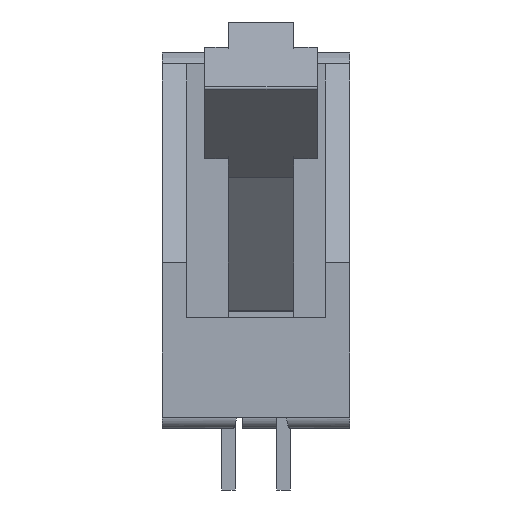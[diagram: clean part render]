
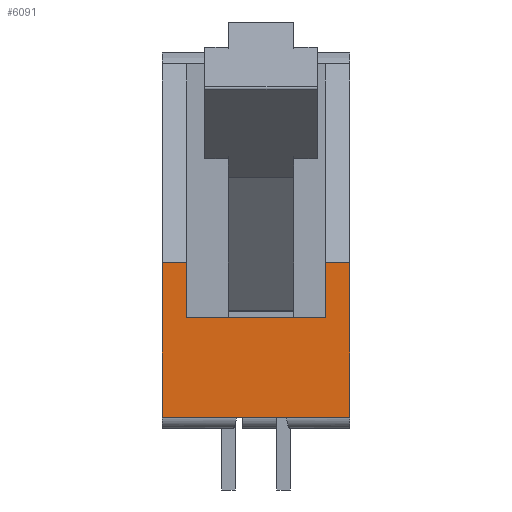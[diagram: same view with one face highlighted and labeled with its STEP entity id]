
A CAD part, left-side view. The second image highlights one B-rep face of the part: STEP entity #6091.
In plain terms, the highlighted planar face has unit normal (-1, 0, 0).
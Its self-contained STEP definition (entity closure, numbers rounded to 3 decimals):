
#253=FACE_OUTER_BOUND($,#630,.T.);
#630=EDGE_LOOP($,(#4547,#4548,#4549,#4550,#4551,#4552,#4553,#4554));
#1181=LINE($,#9077,#1947);
#1223=LINE($,#9185,#1989);
#1244=LINE($,#9238,#2010);
#1245=LINE($,#9241,#2011);
#1246=LINE($,#9243,#2012);
#1247=LINE($,#9245,#2013);
#1248=LINE($,#9246,#2014);
#1249=LINE($,#9247,#2015);
#1947=VECTOR($,#7340,7.112);
#1989=VECTOR($,#7410,7.112);
#2010=VECTOR($,#7463,1.143);
#2011=VECTOR($,#7466,2.54);
#2012=VECTOR($,#7467,6.35);
#2013=VECTOR($,#7468,2.54);
#2014=VECTOR($,#7469,1.143);
#2015=VECTOR($,#7470,8.636);
#2684=VERTEX_POINT($,#9074);
#2685=VERTEX_POINT($,#9076);
#2736=VERTEX_POINT($,#9182);
#2737=VERTEX_POINT($,#9184);
#2753=VERTEX_POINT($,#9236);
#2754=VERTEX_POINT($,#9240);
#2755=VERTEX_POINT($,#9242);
#2756=VERTEX_POINT($,#9244);
#3342=EDGE_CURVE($,#2684,#2685,#1181,.T.);
#3396=EDGE_CURVE($,#2737,#2736,#1223,.T.);
#3423=EDGE_CURVE($,#2684,#2753,#1244,.T.);
#3424=EDGE_CURVE($,#2753,#2754,#1245,.T.);
#3425=EDGE_CURVE($,#2754,#2755,#1246,.T.);
#3426=EDGE_CURVE($,#2755,#2756,#1247,.T.);
#3427=EDGE_CURVE($,#2756,#2737,#1248,.T.);
#3428=EDGE_CURVE($,#2685,#2736,#1249,.T.);
#4547=ORIENTED_EDGE($,*,*,#3423,.T.);
#4548=ORIENTED_EDGE($,*,*,#3424,.T.);
#4549=ORIENTED_EDGE($,*,*,#3425,.T.);
#4550=ORIENTED_EDGE($,*,*,#3426,.T.);
#4551=ORIENTED_EDGE($,*,*,#3427,.T.);
#4552=ORIENTED_EDGE($,*,*,#3396,.T.);
#4553=ORIENTED_EDGE($,*,*,#3428,.F.);
#4554=ORIENTED_EDGE($,*,*,#3342,.F.);
#5743=PLANE($,#6579);
#6091=ADVANCED_FACE($,(#253),#5743,.T.);
#6579=AXIS2_PLACEMENT_3D($,#9239,#7464,#7465);
#7340=DIRECTION($,(0.,0.,-1.));
#7410=DIRECTION($,(0.,0.,-1.));
#7463=DIRECTION($,(0.,1.,0.));
#7464=DIRECTION('center_axis',(-1.,0.,0.));
#7465=DIRECTION('ref_axis',(0.,0.,1.));
#7466=DIRECTION($,(0.,0.,-1.));
#7467=DIRECTION($,(0.,1.,0.));
#7468=DIRECTION($,(0.,0.,1.));
#7469=DIRECTION($,(0.,1.,0.));
#7470=DIRECTION($,(0.,1.,0.));
#9074=CARTESIAN_POINT('',(-19.812,-4.318,7.62));
#9076=CARTESIAN_POINT('',(-19.812,-4.318,0.508));
#9077=CARTESIAN_POINT($,(-19.812,-4.318,7.62));
#9182=CARTESIAN_POINT('',(-19.812,4.318,0.508));
#9184=CARTESIAN_POINT('',(-19.812,4.318,7.62));
#9185=CARTESIAN_POINT($,(-19.812,4.318,7.62));
#9236=CARTESIAN_POINT('',(-19.812,-3.175,7.62));
#9238=CARTESIAN_POINT($,(-19.812,-4.318,7.62));
#9239=CARTESIAN_POINT('Origin',(-19.812,4.491,7.762));
#9240=CARTESIAN_POINT('',(-19.812,-3.175,5.08));
#9241=CARTESIAN_POINT($,(-19.812,-3.175,7.62));
#9242=CARTESIAN_POINT('',(-19.812,3.175,5.08));
#9243=CARTESIAN_POINT($,(-19.812,-3.175,5.08));
#9244=CARTESIAN_POINT('',(-19.812,3.175,7.62));
#9245=CARTESIAN_POINT($,(-19.812,3.175,5.08));
#9246=CARTESIAN_POINT($,(-19.812,3.175,7.62));
#9247=CARTESIAN_POINT($,(-19.812,-4.318,0.508));
